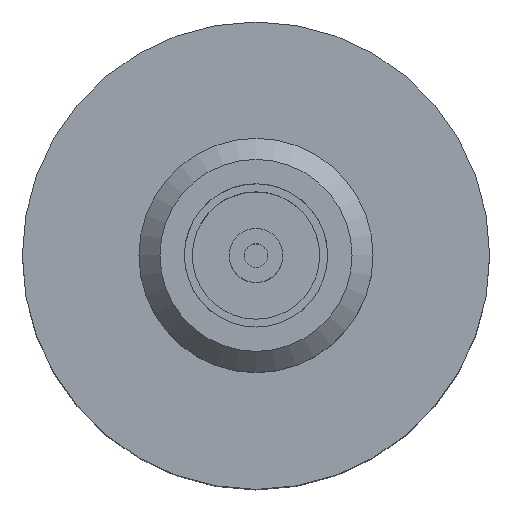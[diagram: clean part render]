
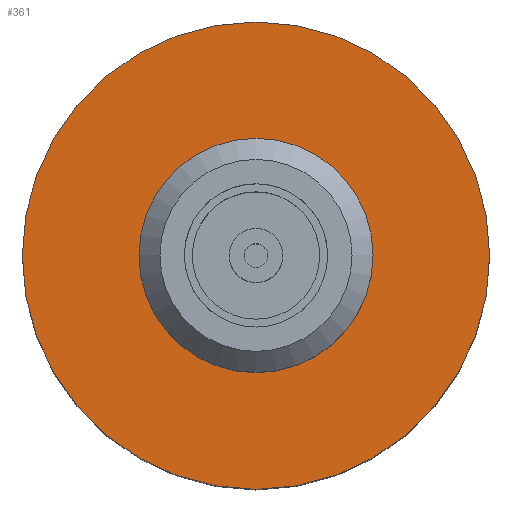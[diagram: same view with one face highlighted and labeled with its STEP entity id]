
A CAD part, top view. The second image highlights one B-rep face of the part: STEP entity #361.
In plain terms, the highlighted planar face has unit normal (0, 0, 1).
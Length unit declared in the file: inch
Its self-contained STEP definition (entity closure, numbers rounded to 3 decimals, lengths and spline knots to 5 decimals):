
#28=PLANE($,#429);
#56=FACE_BOUND($,#143,.T.);
#87=FACE_OUTER_BOUND($,#142,.T.);
#142=EDGE_LOOP($,(#302));
#143=EDGE_LOOP($,(#303));
#183=CIRCLE($,#421,0.499);
#185=CIRCLE($,#424,0.25);
#215=VERTEX_POINT($,#644);
#217=VERTEX_POINT($,#649);
#247=EDGE_CURVE($,#215,#215,#183,.T.);
#249=EDGE_CURVE($,#217,#217,#185,.T.);
#302=ORIENTED_EDGE($,*,*,#247,.T.);
#303=ORIENTED_EDGE($,*,*,#249,.F.);
#361=ADVANCED_FACE($,(#87,#56),#28,.T.);
#421=AXIS2_PLACEMENT_3D($,#645,#528,#529);
#424=AXIS2_PLACEMENT_3D($,#650,#534,#535);
#429=AXIS2_PLACEMENT_3D($,#657,#544,#545);
#528=DIRECTION('center_axis',(0.,0.,1.));
#529=DIRECTION('ref_axis',(1.,0.,0.));
#534=DIRECTION('center_axis',(0.,0.,1.));
#535=DIRECTION('ref_axis',(1.,0.,0.));
#544=DIRECTION('center_axis',(0.,0.,1.));
#545=DIRECTION('ref_axis',(1.,0.,0.));
#644=CARTESIAN_POINT('',(-0.57192,-0.06913,0.33295));
#645=CARTESIAN_POINT('Origin',(-0.07292,-0.06913,
0.33295));
#649=CARTESIAN_POINT('',(0.17708,-0.06913,0.33295));
#650=CARTESIAN_POINT('Origin',(-0.07292,-0.06913,
0.33295));
#657=CARTESIAN_POINT('Origin',(-0.07292,-0.06913,
0.33295));
